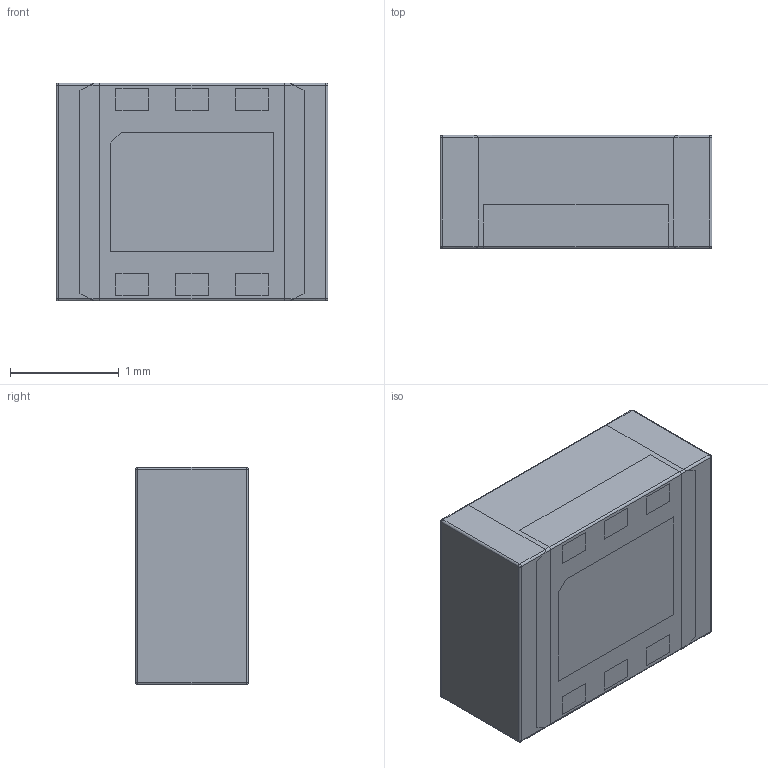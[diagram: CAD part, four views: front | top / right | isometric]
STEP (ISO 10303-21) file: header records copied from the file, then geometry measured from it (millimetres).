
FILE_DESCRIPTION (( 'STEP AP214' ), '1' );
FILE_NAME ('XCL222B281ER-G.STEP', '2022-09-09T09:51:34', ( '' ), ( '' ), 'SwSTEP 2.0', 'SolidWorks 2018', '' );
FILE_SCHEMA (( 'AUTOMOTIVE_DESIGN' ));
Length unit declared in the file: millimetre
Products named in the file (1): XCL222B281ER-G
Bounding box: 2.5 x 1.04 x 2 mm (x, y, z)
Volume: 5.2 mm3; surface area: 44.8 mm2
Topology: 11 solids, 11 shells, 158 faces, 368 edges, 232 vertices
Faces by surface type: plane 124, cylinder 26, sphere 8
Entity records: 5085 total; most frequent: CARTESIAN_POINT 799, ORIENTED_EDGE 720, DIRECTION 706, EDGE_CURVE 360, VECTOR 300, LINE 300, VERTEX_POINT 232, AXIS2_PLACEMENT_3D 203
